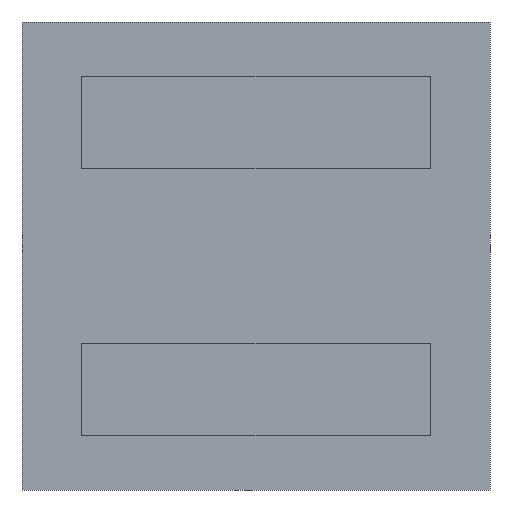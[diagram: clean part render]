
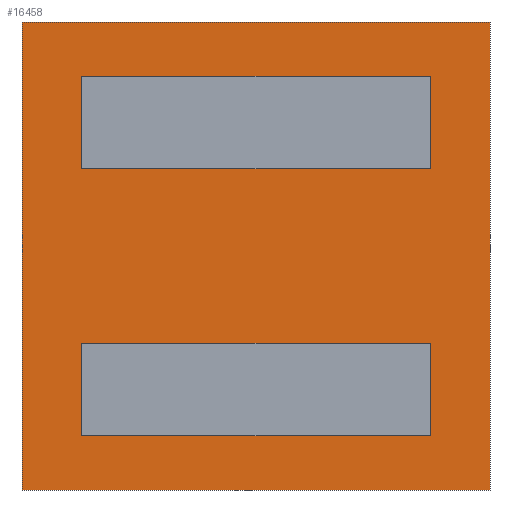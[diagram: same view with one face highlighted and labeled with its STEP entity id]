
A CAD part, front view. The second image highlights one B-rep face of the part: STEP entity #16458.
In plain terms, the highlighted planar face has unit normal (0, -1, 0).
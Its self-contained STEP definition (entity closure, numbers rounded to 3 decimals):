
#717 = CARTESIAN_POINT ( 'NONE',  ( 0., -0.95, 2.15 ) ) ;
#2647 = CARTESIAN_POINT ( 'NONE',  ( -2.15, -0.95, 0. ) ) ;
#4539 = VECTOR ( 'NONE', #18842, 1000. ) ;
#4639 = DIRECTION ( 'NONE',  ( 0., 0., 1. ) ) ;
#5752 = VERTEX_POINT ( 'NONE', #7607 ) ;
#6512 = DIRECTION ( 'NONE',  ( 0., 1., 0. ) ) ;
#7154 = EDGE_LOOP ( 'NONE', ( #25041, #24301, #11161, #14535 ) ) ;
#7607 = CARTESIAN_POINT ( 'NONE',  ( -2.15, -0.95, 2.15 ) ) ;
#8646 = EDGE_CURVE ( 'NONE', #19952, #5752, #23439, .T. ) ;
#8758 = DIRECTION ( 'NONE',  ( 0., 0., -1. ) ) ;
#10018 = EDGE_CURVE ( 'NONE', #5752, #10986, #14263, .T. ) ;
#10103 = VECTOR ( 'NONE', #8758, 1000. ) ;
#10986 = VERTEX_POINT ( 'NONE', #24359 ) ;
#11161 = ORIENTED_EDGE ( 'NONE', *, *, #10018, .F. ) ;
#11892 = CARTESIAN_POINT ( 'NONE',  ( -2.15, -0.95, -2.15 ) ) ;
#12638 = DIRECTION ( 'NONE',  ( 1., 0., 0. ) ) ;
#13918 = EDGE_CURVE ( 'NONE', #10986, #24850, #15381, .T. ) ;
#14263 = LINE ( 'NONE', #717, #18967 ) ;
#14535 = ORIENTED_EDGE ( 'NONE', *, *, #8646, .F. ) ;
#14982 = FACE_OUTER_BOUND ( 'NONE', #7154, .T. ) ;
#15306 = EDGE_CURVE ( 'NONE', #24850, #19952, #25732, .T. ) ;
#15381 = LINE ( 'NONE', #16673, #10103 ) ;
#16284 = PLANE ( 'NONE',  #16744 ) ;
#16458 = ADVANCED_FACE ( 'NONE', ( #14982 ), #16284, .F. ) ;
#16673 = CARTESIAN_POINT ( 'NONE',  ( 2.15, -0.95, 0. ) ) ;
#16744 = AXIS2_PLACEMENT_3D ( 'NONE', #18481, #6512, #20510 ) ;
#18481 = CARTESIAN_POINT ( 'NONE',  ( 0., -0.95, 0. ) ) ;
#18842 = DIRECTION ( 'NONE',  ( -1., 0., 0. ) ) ;
#18967 = VECTOR ( 'NONE', #12638, 1000. ) ;
#19952 = VERTEX_POINT ( 'NONE', #11892 ) ;
#20510 = DIRECTION ( 'NONE',  ( -1., 0., 0. ) ) ;
#22811 = VECTOR ( 'NONE', #4639, 1000. ) ;
#22813 = CARTESIAN_POINT ( 'NONE',  ( 2.15, -0.95, -2.15 ) ) ;
#23439 = LINE ( 'NONE', #2647, #22811 ) ;
#24301 = ORIENTED_EDGE ( 'NONE', *, *, #13918, .F. ) ;
#24359 = CARTESIAN_POINT ( 'NONE',  ( 2.15, -0.95, 2.15 ) ) ;
#24763 = CARTESIAN_POINT ( 'NONE',  ( 0., -0.95, -2.15 ) ) ;
#24850 = VERTEX_POINT ( 'NONE', #22813 ) ;
#25041 = ORIENTED_EDGE ( 'NONE', *, *, #15306, .F. ) ;
#25732 = LINE ( 'NONE', #24763, #4539 ) ;
